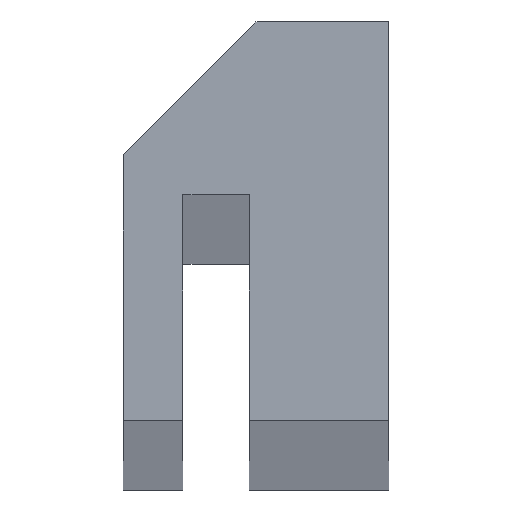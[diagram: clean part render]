
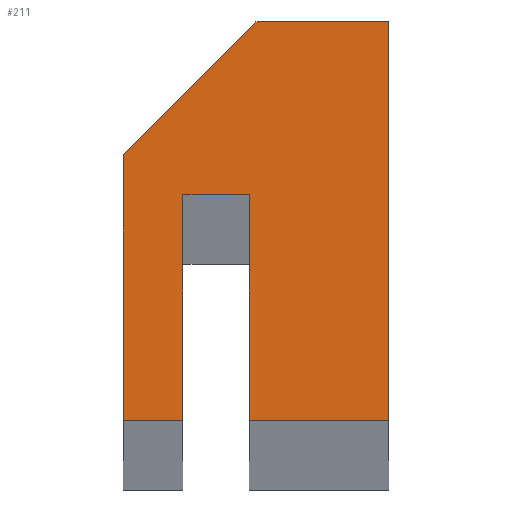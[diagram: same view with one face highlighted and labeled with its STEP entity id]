
A CAD part, top view. The second image highlights one B-rep face of the part: STEP entity #211.
In plain terms, the highlighted planar face has unit normal (0, 0, 1).
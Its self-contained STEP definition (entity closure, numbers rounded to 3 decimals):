
#25=FACE_OUTER_BOUND('',#36,.T.);
#36=EDGE_LOOP('',(#181,#182,#183,#184,#185,#186,#187,#188,#189));
#46=LINE('',#305,#73);
#49=LINE('',#310,#76);
#51=LINE('',#314,#78);
#53=LINE('',#318,#80);
#55=LINE('',#322,#82);
#57=LINE('',#326,#84);
#59=LINE('',#330,#86);
#61=LINE('',#334,#88);
#63=LINE('',#337,#90);
#73=VECTOR('',#246,10.);
#76=VECTOR('',#251,10.);
#78=VECTOR('',#255,10.);
#80=VECTOR('',#259,10.);
#82=VECTOR('',#263,10.);
#84=VECTOR('',#267,10.);
#86=VECTOR('',#271,10.);
#88=VECTOR('',#275,10.);
#90=VECTOR('',#279,10.);
#100=VERTEX_POINT('',#303);
#101=VERTEX_POINT('',#304);
#102=VERTEX_POINT('',#309);
#103=VERTEX_POINT('',#313);
#104=VERTEX_POINT('',#317);
#105=VERTEX_POINT('',#321);
#106=VERTEX_POINT('',#325);
#107=VERTEX_POINT('',#329);
#108=VERTEX_POINT('',#333);
#118=EDGE_CURVE('',#100,#101,#46,.T.);
#121=EDGE_CURVE('',#101,#102,#49,.T.);
#123=EDGE_CURVE('',#102,#103,#51,.T.);
#125=EDGE_CURVE('',#103,#104,#53,.T.);
#127=EDGE_CURVE('',#104,#105,#55,.T.);
#129=EDGE_CURVE('',#105,#106,#57,.T.);
#131=EDGE_CURVE('',#106,#107,#59,.T.);
#133=EDGE_CURVE('',#107,#108,#61,.T.);
#135=EDGE_CURVE('',#108,#100,#63,.T.);
#181=ORIENTED_EDGE('',*,*,#118,.F.);
#182=ORIENTED_EDGE('',*,*,#135,.F.);
#183=ORIENTED_EDGE('',*,*,#133,.F.);
#184=ORIENTED_EDGE('',*,*,#131,.F.);
#185=ORIENTED_EDGE('',*,*,#129,.F.);
#186=ORIENTED_EDGE('',*,*,#127,.F.);
#187=ORIENTED_EDGE('',*,*,#125,.F.);
#188=ORIENTED_EDGE('',*,*,#123,.F.);
#189=ORIENTED_EDGE('',*,*,#121,.F.);
#200=PLANE('',#230);
#211=ADVANCED_FACE('',(#25),#200,.T.);
#230=AXIS2_PLACEMENT_3D('',#338,#280,#281);
#246=DIRECTION('',(0.,1.,0.));
#251=DIRECTION('',(0.707,0.707,0.));
#255=DIRECTION('',(1.,0.,0.));
#259=DIRECTION('',(0.,-1.,0.));
#263=DIRECTION('',(-1.,0.,0.));
#267=DIRECTION('',(0.,1.,0.));
#271=DIRECTION('',(-1.,0.,0.));
#275=DIRECTION('',(0.,-1.,0.));
#279=DIRECTION('',(-1.,0.,0.));
#280=DIRECTION('center_axis',(0.,0.,1.));
#281=DIRECTION('ref_axis',(1.,0.,0.));
#303=CARTESIAN_POINT('',(-7.,-17.,1500.));
#304=CARTESIAN_POINT('',(-7.,3.,1500.));
#305=CARTESIAN_POINT('',(-7.,3.,1500.));
#309=CARTESIAN_POINT('',(3.,13.,1500.));
#310=CARTESIAN_POINT('',(3.,13.,1500.));
#313=CARTESIAN_POINT('',(13.,13.,1500.));
#314=CARTESIAN_POINT('',(13.,13.,1500.));
#317=CARTESIAN_POINT('',(13.,-17.,1500.));
#318=CARTESIAN_POINT('',(13.,-17.,1500.));
#321=CARTESIAN_POINT('',(2.5,-17.,1500.));
#322=CARTESIAN_POINT('',(2.5,-17.,1500.));
#325=CARTESIAN_POINT('',(2.5,0.,1500.));
#326=CARTESIAN_POINT('',(2.5,0.,1500.));
#329=CARTESIAN_POINT('',(-2.5,0.,1500.));
#330=CARTESIAN_POINT('',(-2.5,0.,1500.));
#333=CARTESIAN_POINT('',(-2.5,-17.,1500.));
#334=CARTESIAN_POINT('',(-2.5,-17.,1500.));
#337=CARTESIAN_POINT('',(-7.,-17.,1500.));
#338=CARTESIAN_POINT('Origin',(2.823,-3.909,1500.));
